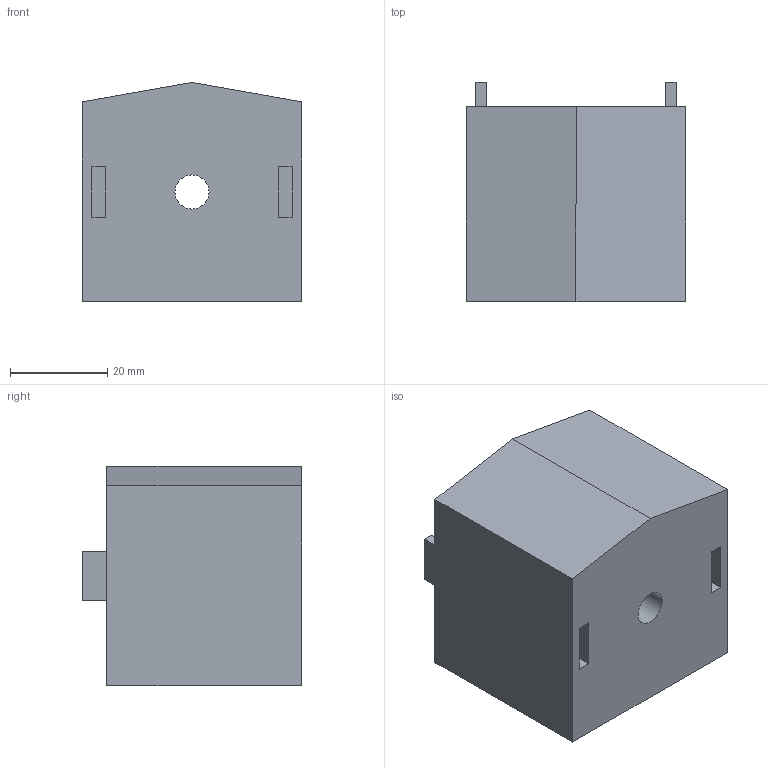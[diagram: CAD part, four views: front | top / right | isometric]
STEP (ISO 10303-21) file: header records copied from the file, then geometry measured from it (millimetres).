
FILE_DESCRIPTION(('STEP AP214'),'1');
FILE_NAME('cctmp_A5DFC315-DE64-4315-BF25-046788472536_2020_1_16_6_39_52_816..stp','2020-01-16T05:39:52',('Bosch Rexroth AG'),('CADClick - www.CADClick.com'),'Spatial InterOp 3D',' ','unknown authorization - (Healing Option Enabled)');
FILE_SCHEMA(('AUTOMOTIVE_DESIGN'));
Length unit declared in the file: millimetre
Products named in the file (1): 2020_01_16__06-39-52-816
Bounding box: 45 x 45 x 45 mm (x, y, z)
Volume: 75796.2 mm3; surface area: 12114.5 mm2
Topology: 1 solids, 1 shells, 29 faces, 69 edges, 46 vertices
Faces by surface type: plane 27, cylinder 2
Entity records: 1087 total; most frequent: CARTESIAN_POINT 145, ORIENTED_EDGE 138, DIRECTION 133, EDGE_CURVE 69, LINE 65, VECTOR 65, VERTEX_POINT 46, EDGE_LOOP 35
